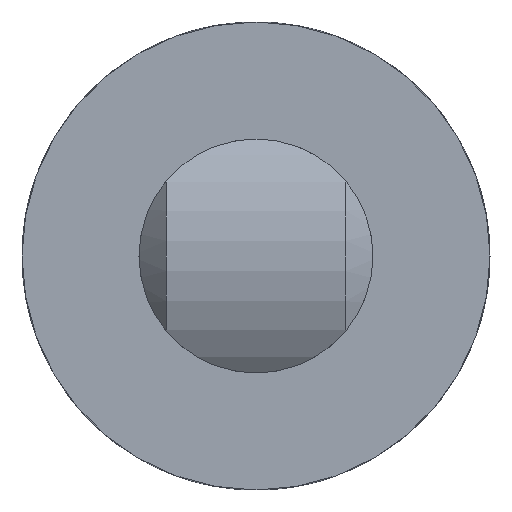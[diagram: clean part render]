
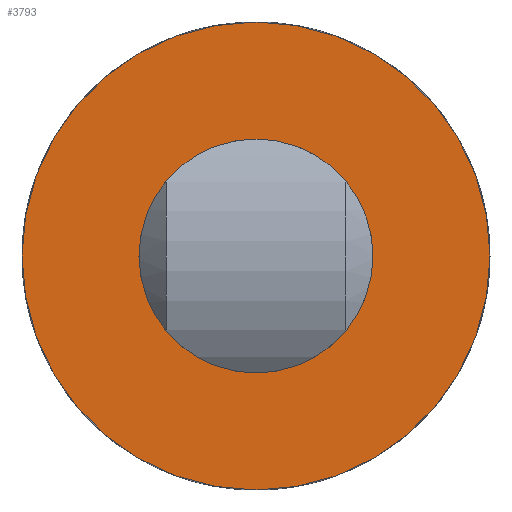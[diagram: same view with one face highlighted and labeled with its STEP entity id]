
A CAD part, left-side view. The second image highlights one B-rep face of the part: STEP entity #3793.
In plain terms, the highlighted face is planar.
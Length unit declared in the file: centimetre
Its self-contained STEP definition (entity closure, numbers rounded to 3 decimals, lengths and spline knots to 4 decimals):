
#536=PLANE('',#4233);
#1252=VERTEX_POINT('',#6447);
#1284=VERTEX_POINT('',#6836);
#1536=CIRCLE('',#4211,1.);
#1542=CIRCLE('',#4232,2.);
#1962=EDGE_CURVE('',#1252,#1252,#1536,.T.);
#2008=EDGE_CURVE('',#1284,#1284,#1542,.T.);
#2972=ORIENTED_EDGE('',*,*,#1962,.T.);
#2973=ORIENTED_EDGE('',*,*,#2008,.F.);
#3304=EDGE_LOOP('',(#2972));
#3305=EDGE_LOOP('',(#2973));
#3568=FACE_BOUND('',#3304,.T.);
#3569=FACE_BOUND('',#3305,.T.);
#3793=ADVANCED_FACE('',(#3568,#3569),#536,.T.);
#4211=AXIS2_PLACEMENT_3D('',#6446,#5165,#5166);
#4232=AXIS2_PLACEMENT_3D('',#6835,#5219,#5220);
#4233=AXIS2_PLACEMENT_3D('',#6837,#5221,$);
#5165=DIRECTION('',(0.,0.,-1.));
#5166=DIRECTION('',(1.,0.,0.));
#5219=DIRECTION('',(0.,0.,-1.));
#5220=DIRECTION('',(2.,0.,0.));
#5221=DIRECTION('',(0.,0.,1.));
#6446=CARTESIAN_POINT('',(0.,0.,4.1));
#6447=CARTESIAN_POINT('',(-1.,0.,4.1));
#6835=CARTESIAN_POINT('',(0.,0.,4.1));
#6836=CARTESIAN_POINT('',(2.,0.,4.1));
#6837=CARTESIAN_POINT('',(0.,0.,4.1));
